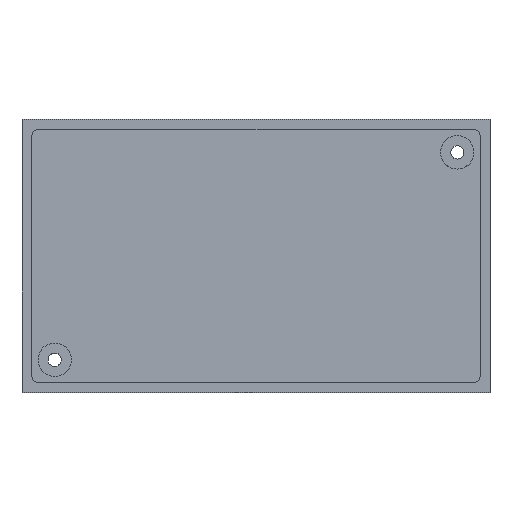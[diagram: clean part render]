
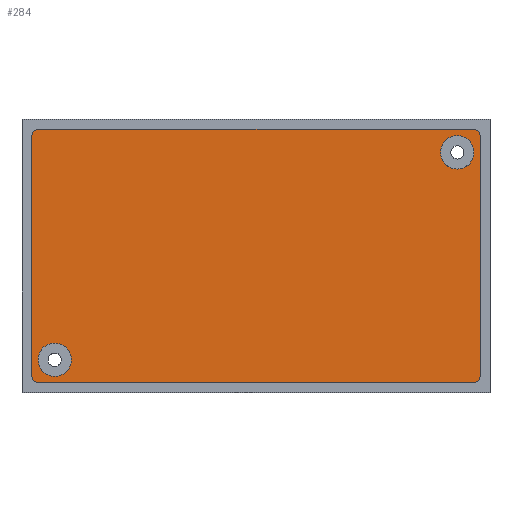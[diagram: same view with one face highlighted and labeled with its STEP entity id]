
A CAD part, top view. The second image highlights one B-rep face of the part: STEP entity #284.
In plain terms, the highlighted planar face has unit normal (0, 0, 1).
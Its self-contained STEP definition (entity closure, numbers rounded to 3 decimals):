
#1 = CIRCLE ( 'NONE', #707, 3.473 ) ;
#5 = DIRECTION ( 'NONE',  ( 0., 0., 1. ) ) ;
#13 = CARTESIAN_POINT ( 'NONE',  ( 92.44, 0.5, -6. ) ) ;
#16 = FACE_BOUND ( 'NONE', #805, .T. ) ;
#20 = CIRCLE ( 'NONE', #364, 3.473 ) ;
#24 = CARTESIAN_POINT ( 'NONE',  ( 92.44, 50.3, -6. ) ) ;
#32 = DIRECTION ( 'NONE',  ( 0., -1., 0. ) ) ;
#42 = EDGE_CURVE ( 'NONE', #344, #435, #765, .T. ) ;
#45 = EDGE_CURVE ( 'NONE', #896, #517, #180, .T. ) ;
#48 = LINE ( 'NONE', #111, #125 ) ;
#49 = VECTOR ( 'NONE', #546, 1000. ) ;
#70 = DIRECTION ( 'NONE',  ( 0., 1., 0. ) ) ;
#73 = VECTOR ( 'NONE', #70, 1000. ) ;
#111 = CARTESIAN_POINT ( 'NONE',  ( 92.44, -1., -6. ) ) ;
#122 = VERTEX_POINT ( 'NONE', #747 ) ;
#125 = VECTOR ( 'NONE', #32, 1000. ) ;
#145 = ORIENTED_EDGE ( 'NONE', *, *, #418, .T. ) ;
#146 = DIRECTION ( 'NONE',  ( -1., 0., 0. ) ) ;
#155 = CARTESIAN_POINT ( 'NONE',  ( -1., 0.5, -6. ) ) ;
#163 = CIRCLE ( 'NONE', #817, 1.5 ) ;
#164 = DIRECTION ( 'NONE',  ( 0., 0., -1. ) ) ;
#166 = CARTESIAN_POINT ( 'NONE',  ( 87.63, 46.99, -6. ) ) ;
#179 = EDGE_CURVE ( 'NONE', #217, #948, #448, .T. ) ;
#180 = LINE ( 'NONE', #521, #778 ) ;
#181 = VERTEX_POINT ( 'NONE', #13 ) ;
#201 = CARTESIAN_POINT ( 'NONE',  ( 90.94, 50.3, -6. ) ) ;
#206 = AXIS2_PLACEMENT_3D ( 'NONE', #201, #751, #281 ) ;
#210 = ORIENTED_EDGE ( 'NONE', *, *, #686, .T. ) ;
#211 = EDGE_CURVE ( 'NONE', #451, #122, #20, .T. ) ;
#217 = VERTEX_POINT ( 'NONE', #309 ) ;
#236 = DIRECTION ( 'NONE',  ( 0., 0., -1. ) ) ;
#252 = DIRECTION ( 'NONE',  ( 0., 0., -1. ) ) ;
#258 = ORIENTED_EDGE ( 'NONE', *, *, #754, .T. ) ;
#266 = CIRCLE ( 'NONE', #741, 1.5 ) ;
#270 = FACE_OUTER_BOUND ( 'NONE', #737, .T. ) ;
#281 = DIRECTION ( 'NONE',  ( -1., 0., 0. ) ) ;
#284 = ADVANCED_FACE ( 'NONE', ( #16, #721, #270 ), #392, .F. ) ;
#287 = EDGE_CURVE ( 'NONE', #122, #451, #623, .T. ) ;
#309 = CARTESIAN_POINT ( 'NONE',  ( 0.337, 3.81, -6. ) ) ;
#344 = VERTEX_POINT ( 'NONE', #24 ) ;
#351 = AXIS2_PLACEMENT_3D ( 'NONE', #997, #236, #146 ) ;
#358 = EDGE_CURVE ( 'NONE', #344, #181, #48, .T. ) ;
#364 = AXIS2_PLACEMENT_3D ( 'NONE', #166, #634, #786 ) ;
#367 = VERTEX_POINT ( 'NONE', #571 ) ;
#373 = ORIENTED_EDGE ( 'NONE', *, *, #287, .F. ) ;
#376 = CARTESIAN_POINT ( 'NONE',  ( 7.283, 3.81, -6. ) ) ;
#392 = PLANE ( 'NONE',  #456 ) ;
#393 = DIRECTION ( 'NONE',  ( -1., 0., 0. ) ) ;
#418 = EDGE_CURVE ( 'NONE', #896, #181, #639, .T. ) ;
#435 = VERTEX_POINT ( 'NONE', #544 ) ;
#440 = AXIS2_PLACEMENT_3D ( 'NONE', #484, #5, #563 ) ;
#448 = CIRCLE ( 'NONE', #351, 3.473 ) ;
#451 = VERTEX_POINT ( 'NONE', #629 ) ;
#456 = AXIS2_PLACEMENT_3D ( 'NONE', #638, #164, #717 ) ;
#461 = CARTESIAN_POINT ( 'NONE',  ( 90.94, -1., -6. ) ) ;
#469 = CARTESIAN_POINT ( 'NONE',  ( 90.94, 0.5, -6. ) ) ;
#480 = CARTESIAN_POINT ( 'NONE',  ( 0.5, 0.5, -6. ) ) ;
#484 = CARTESIAN_POINT ( 'NONE',  ( 87.63, 46.99, -6. ) ) ;
#490 = DIRECTION ( 'NONE',  ( 0., 0., 1. ) ) ;
#494 = DIRECTION ( 'NONE',  ( -1., 0., 0. ) ) ;
#515 = ORIENTED_EDGE ( 'NONE', *, *, #887, .F. ) ;
#517 = VERTEX_POINT ( 'NONE', #866 ) ;
#521 = CARTESIAN_POINT ( 'NONE',  ( -1., -1., -6. ) ) ;
#522 = LINE ( 'NONE', #709, #73 ) ;
#544 = CARTESIAN_POINT ( 'NONE',  ( 90.94, 51.8, -6. ) ) ;
#546 = DIRECTION ( 'NONE',  ( 1., 0., 0. ) ) ;
#547 = AXIS2_PLACEMENT_3D ( 'NONE', #469, #490, #494 ) ;
#563 = DIRECTION ( 'NONE',  ( -1., 0., 0. ) ) ;
#571 = CARTESIAN_POINT ( 'NONE',  ( 0.5, 51.8, -6. ) ) ;
#572 = DIRECTION ( 'NONE',  ( 0., 0., 1. ) ) ;
#623 = CIRCLE ( 'NONE', #440, 3.473 ) ;
#629 = CARTESIAN_POINT ( 'NONE',  ( 91.103, 46.99, -6. ) ) ;
#634 = DIRECTION ( 'NONE',  ( 0., 0., 1. ) ) ;
#638 = CARTESIAN_POINT ( 'NONE',  ( 0., 0., -6. ) ) ;
#639 = CIRCLE ( 'NONE', #547, 1.5 ) ;
#645 = VERTEX_POINT ( 'NONE', #652 ) ;
#650 = CARTESIAN_POINT ( 'NONE',  ( 0.5, 50.3, -6. ) ) ;
#652 = CARTESIAN_POINT ( 'NONE',  ( -1., 50.3, -6. ) ) ;
#656 = ORIENTED_EDGE ( 'NONE', *, *, #45, .F. ) ;
#675 = ORIENTED_EDGE ( 'NONE', *, *, #680, .T. ) ;
#677 = EDGE_LOOP ( 'NONE', ( #210, #971 ) ) ;
#680 = EDGE_CURVE ( 'NONE', #367, #645, #266, .T. ) ;
#686 = EDGE_CURVE ( 'NONE', #948, #217, #1, .T. ) ;
#707 = AXIS2_PLACEMENT_3D ( 'NONE', #795, #252, #720 ) ;
#709 = CARTESIAN_POINT ( 'NONE',  ( -1., -1., -6. ) ) ;
#717 = DIRECTION ( 'NONE',  ( -1., 0., 0. ) ) ;
#720 = DIRECTION ( 'NONE',  ( -1., 0., 0. ) ) ;
#721 = FACE_BOUND ( 'NONE', #677, .T. ) ;
#724 = ORIENTED_EDGE ( 'NONE', *, *, #211, .F. ) ;
#737 = EDGE_LOOP ( 'NONE', ( #945, #258, #656, #145, #852, #750, #515, #675 ) ) ;
#741 = AXIS2_PLACEMENT_3D ( 'NONE', #650, #572, #934 ) ;
#747 = CARTESIAN_POINT ( 'NONE',  ( 84.157, 46.99, -6. ) ) ;
#750 = ORIENTED_EDGE ( 'NONE', *, *, #42, .T. ) ;
#751 = DIRECTION ( 'NONE',  ( 0., 0., 1. ) ) ;
#754 = EDGE_CURVE ( 'NONE', #801, #517, #163, .T. ) ;
#765 = CIRCLE ( 'NONE', #206, 1.5 ) ;
#778 = VECTOR ( 'NONE', #897, 1000. ) ;
#786 = DIRECTION ( 'NONE',  ( -1., 0., 0. ) ) ;
#795 = CARTESIAN_POINT ( 'NONE',  ( 3.81, 3.81, -6. ) ) ;
#801 = VERTEX_POINT ( 'NONE', #155 ) ;
#805 = EDGE_LOOP ( 'NONE', ( #724, #373 ) ) ;
#817 = AXIS2_PLACEMENT_3D ( 'NONE', #480, #923, #393 ) ;
#826 = EDGE_CURVE ( 'NONE', #801, #645, #522, .T. ) ;
#831 = LINE ( 'NONE', #989, #49 ) ;
#852 = ORIENTED_EDGE ( 'NONE', *, *, #358, .F. ) ;
#866 = CARTESIAN_POINT ( 'NONE',  ( 0.5, -1., -6. ) ) ;
#887 = EDGE_CURVE ( 'NONE', #367, #435, #831, .T. ) ;
#896 = VERTEX_POINT ( 'NONE', #461 ) ;
#897 = DIRECTION ( 'NONE',  ( -1., 0., 0. ) ) ;
#923 = DIRECTION ( 'NONE',  ( 0., 0., 1. ) ) ;
#934 = DIRECTION ( 'NONE',  ( -1., 0., 0. ) ) ;
#945 = ORIENTED_EDGE ( 'NONE', *, *, #826, .F. ) ;
#948 = VERTEX_POINT ( 'NONE', #376 ) ;
#971 = ORIENTED_EDGE ( 'NONE', *, *, #179, .T. ) ;
#989 = CARTESIAN_POINT ( 'NONE',  ( -1., 51.8, -6. ) ) ;
#997 = CARTESIAN_POINT ( 'NONE',  ( 3.81, 3.81, -6. ) ) ;
